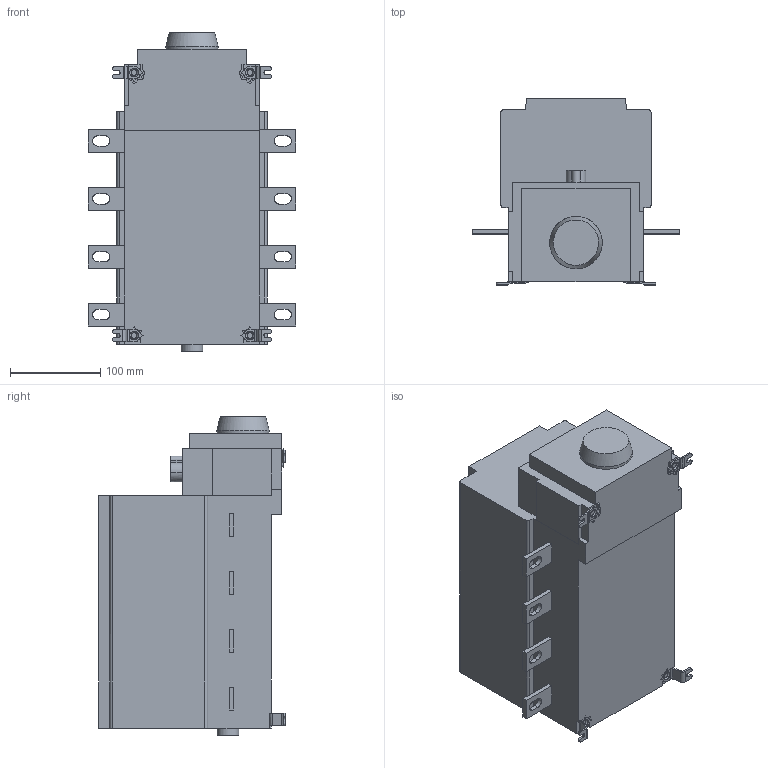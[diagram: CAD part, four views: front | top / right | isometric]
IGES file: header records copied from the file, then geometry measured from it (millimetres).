
Global section: file name: OS400DS04.igs; preprocessor: I-DEAS 3D IGES Translator 11; date: 20080612.153204; units: millimetre
Bounding box: 229.6 x 205.7 x 352.2 mm (x, y, z)
Volume: 8833299.7 mm3; surface area: 306113.5 mm2
Topology: 1 solids, 1 shells, 333 faces, 915 edges, 605 vertices
Faces by surface type: bspline 333
